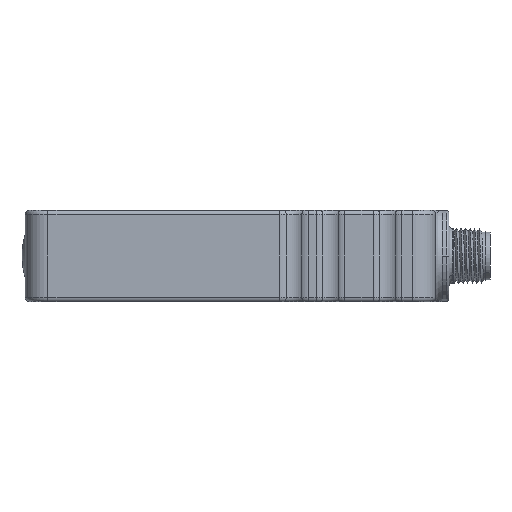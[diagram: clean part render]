
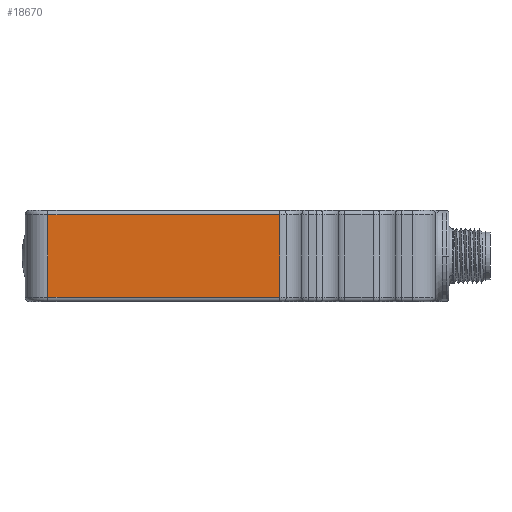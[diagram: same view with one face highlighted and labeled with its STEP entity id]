
A CAD part, left-side view. The second image highlights one B-rep face of the part: STEP entity #18670.
In plain terms, the highlighted planar face has unit normal (-1, 0, 0).
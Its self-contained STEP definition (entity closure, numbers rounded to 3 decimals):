
#4760=DIRECTION('',(0.,1.,0.));
#4761=VECTOR('',#4760,50.838);
#4762=CARTESIAN_POINT('',(-25.,-43.138,9.1));
#4763=LINE('',#4762,#4761);
#4767=DIRECTION('',(0.,0.,1.));
#4768=VECTOR('',#4767,18.2);
#4769=CARTESIAN_POINT('',(-25.,-43.138,-9.1));
#4770=LINE('',#4769,#4768);
#4774=DIRECTION('',(0.,-1.,0.));
#4775=VECTOR('',#4774,50.838);
#4776=CARTESIAN_POINT('',(-25.,7.7,-9.1));
#4777=LINE('',#4776,#4775);
#4781=DIRECTION('',(0.,0.,-1.));
#4782=VECTOR('',#4781,18.2);
#4783=CARTESIAN_POINT('',(-25.,7.7,9.1));
#4784=LINE('',#4783,#4782);
#13318=CARTESIAN_POINT('',(-25.,7.7,9.1));
#13319=VERTEX_POINT('',#13318);
#13331=CARTESIAN_POINT('',(-25.,-43.138,9.1));
#13333=VERTEX_POINT('',#13331);
#13477=CARTESIAN_POINT('',(-25.,-43.138,-9.1));
#13478=VERTEX_POINT('',#13477);
#13481=CARTESIAN_POINT('',(-25.,7.7,-9.1));
#13482=VERTEX_POINT('',#13481);
#18657=CARTESIAN_POINT('',(-25.,12.7,-10.));
#18658=DIRECTION('',(-1.,0.,0.));
#18659=DIRECTION('',(0.,-1.,0.));
#18660=AXIS2_PLACEMENT_3D('',#18657,#18658,#18659);
#18661=PLANE('',#18660);
#18663=ORIENTED_EDGE('',*,*,#18662,.F.);
#18664=ORIENTED_EDGE('',*,*,#18625,.F.);
#18665=ORIENTED_EDGE('',*,*,#18648,.F.);
#18667=ORIENTED_EDGE('',*,*,#18666,.F.);
#18668=EDGE_LOOP('',(#18663,#18664,#18665,#18667));
#18669=FACE_OUTER_BOUND('',#18668,.F.);
#18670=ADVANCED_FACE('',(#18669),#18661,.T.);
#18625=EDGE_CURVE('',#13478,#13333,#4770,.T.);
#18648=EDGE_CURVE('',#13482,#13478,#4777,.T.);
#18662=EDGE_CURVE('',#13333,#13319,#4763,.T.);
#18666=EDGE_CURVE('',#13319,#13482,#4784,.T.);
